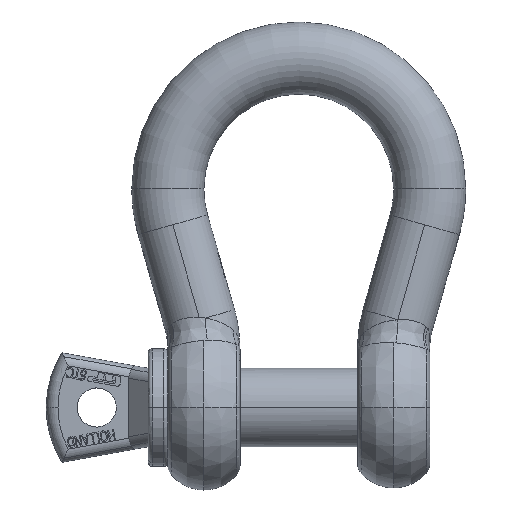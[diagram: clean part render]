
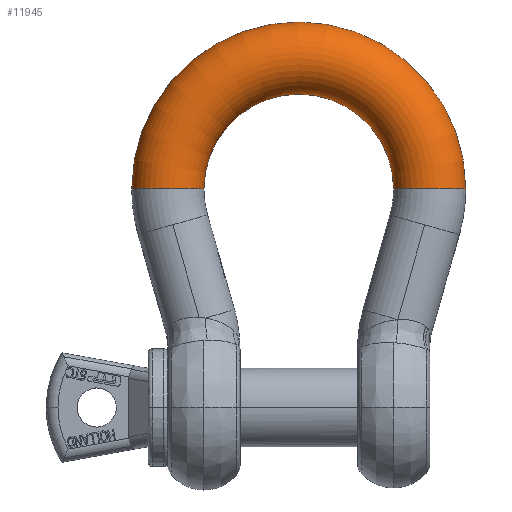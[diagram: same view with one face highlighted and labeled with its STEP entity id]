
A CAD part, top view. The second image highlights one B-rep face of the part: STEP entity #11945.
In plain terms, the highlighted toroidal (fillet/blend) face has major radius 63.5 mm and minor radius 17.5 mm.
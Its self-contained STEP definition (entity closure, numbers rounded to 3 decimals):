
#5666=AXIS2_PLACEMENT_3D('Circle Axis2P3D',#5664,#5665,$) ;
#11918=AXIS2_PLACEMENT_3D('Torus Axis2P3D',#11915,#11916,#11917) ;
#11922=AXIS2_PLACEMENT_3D('Circle Axis2P3D',#11920,#11921,$) ;
#11929=AXIS2_PLACEMENT_3D('Circle Axis2P3D',#11927,#11928,$) ;
#11936=AXIS2_PLACEMENT_3D('Circle Axis2P3D',#11934,#11935,$) ;
#5659=CARTESIAN_POINT('Vertex',(81.,106.,0.)) ;
#5664=CARTESIAN_POINT('Axis2P3D Location',(63.5,106.,0.)) ;
#5668=CARTESIAN_POINT('Vertex',(46.,106.,0.)) ;
#11915=CARTESIAN_POINT('Axis2P3D Location',(0.,106.,0.)) ;
#11920=CARTESIAN_POINT('Axis2P3D Location',(0.,106.,0.)) ;
#11924=CARTESIAN_POINT('Vertex',(-46.,106.,0.)) ;
#11927=CARTESIAN_POINT('Axis2P3D Location',(0.,106.,0.)) ;
#11931=CARTESIAN_POINT('Vertex',(-81.,106.,0.)) ;
#11934=CARTESIAN_POINT('Axis2P3D Location',(-63.5,106.,0.)) ;
#5665=DIRECTION('Axis2P3D Direction',(0.,1.,0.)) ;
#11916=DIRECTION('Axis2P3D Direction',(0.,0.,-1.)) ;
#11917=DIRECTION('Axis2P3D XDirection',(-1.,0.,0.)) ;
#11921=DIRECTION('Axis2P3D Direction',(0.,0.,-1.)) ;
#11928=DIRECTION('Axis2P3D Direction',(0.,0.,-1.)) ;
#11935=DIRECTION('Axis2P3D Direction',(0.,-1.,0.)) ;
#11940=ORIENTED_EDGE('',*,*,#11926,.F.) ;
#11941=ORIENTED_EDGE('',*,*,#5670,.T.) ;
#11942=ORIENTED_EDGE('',*,*,#11933,.F.) ;
#11943=ORIENTED_EDGE('',*,*,#11938,.T.) ;
#11945=ADVANCED_FACE('',(#11944),#11919,.T.) ;
#5667=CIRCLE('generated circle',#5666,17.5) ;
#11923=CIRCLE('generated circle',#11922,46.) ;
#11930=CIRCLE('generated circle',#11929,81.) ;
#11937=CIRCLE('generated circle',#11936,17.5) ;
#11919=TOROIDAL_SURFACE('homeo Torus',#11918,63.5,17.5) ;
#5670=EDGE_CURVE('',#5669,#5660,#5667,.T.) ;
#11926=EDGE_CURVE('',#5669,#11925,#11923,.F.) ;
#11933=EDGE_CURVE('',#11932,#5660,#11930,.T.) ;
#11938=EDGE_CURVE('',#11932,#11925,#11937,.F.) ;
#11939=EDGE_LOOP('',(#11940,#11941,#11942,#11943)) ;
#11944=FACE_OUTER_BOUND('',#11939,.T.) ;
#5660=VERTEX_POINT('',#5659) ;
#5669=VERTEX_POINT('',#5668) ;
#11925=VERTEX_POINT('',#11924) ;
#11932=VERTEX_POINT('',#11931) ;
